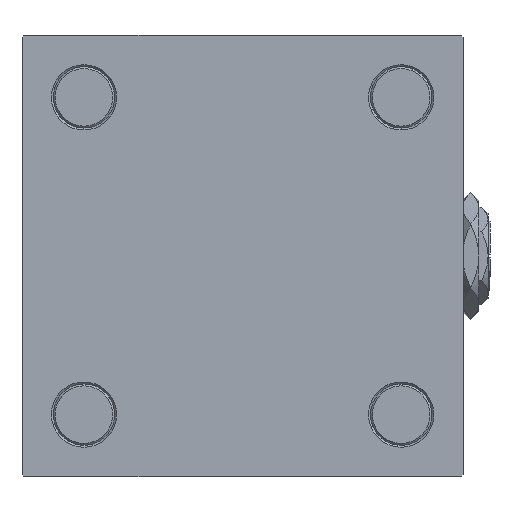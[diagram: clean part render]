
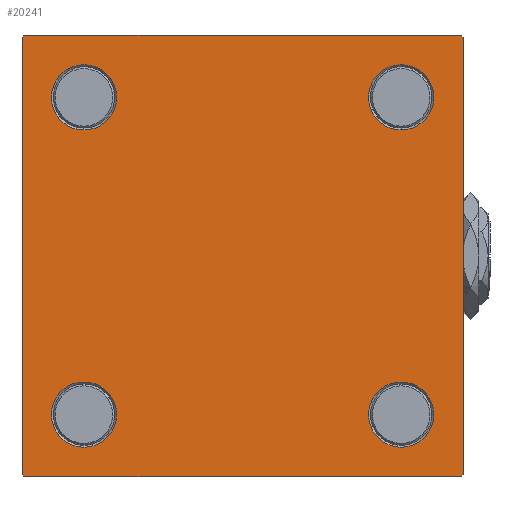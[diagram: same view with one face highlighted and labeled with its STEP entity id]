
A CAD part, left-side view. The second image highlights one B-rep face of the part: STEP entity #20241.
In plain terms, the highlighted planar face has unit normal (-1, 0, 0).
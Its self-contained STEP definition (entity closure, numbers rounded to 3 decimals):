
#8 = DIRECTION ( 'NONE',  ( 0., -0.707, -0.707 ) ) ;
#238 = VERTEX_POINT ( 'NONE', #22947 ) ;
#317 = EDGE_LOOP ( 'NONE', ( #10662, #26989, #13651, #10037, #8293, #28539, #44828, #38832 ) ) ;
#980 = DIRECTION ( 'NONE',  ( 0., 0., -1. ) ) ;
#1154 = VERTEX_POINT ( 'NONE', #52175 ) ;
#1527 = ORIENTED_EDGE ( 'NONE', *, *, #31719, .T. ) ;
#2118 = VECTOR ( 'NONE', #980, 1000. ) ;
#2591 = CIRCLE ( 'NONE', #14448, 8.5 ) ;
#3941 = LINE ( 'NONE', #12912, #2118 ) ;
#5587 = CARTESIAN_POINT ( 'NONE',  ( 0., 0., 0. ) ) ;
#6753 = ORIENTED_EDGE ( 'NONE', *, *, #40735, .T. ) ;
#8293 = ORIENTED_EDGE ( 'NONE', *, *, #48353, .F. ) ;
#8502 = VECTOR ( 'NONE', #8, 1000. ) ;
#9732 = EDGE_LOOP ( 'NONE', ( #28888, #6753 ) ) ;
#10009 = EDGE_CURVE ( 'NONE', #45995, #42741, #32464, .T. ) ;
#10037 = ORIENTED_EDGE ( 'NONE', *, *, #43804, .T. ) ;
#10662 = ORIENTED_EDGE ( 'NONE', *, *, #17657, .T. ) ;
#10697 = DIRECTION ( 'NONE',  ( 0., 0., 1. ) ) ;
#10775 = EDGE_LOOP ( 'NONE', ( #1527, #12222 ) ) ;
#11303 = ORIENTED_EDGE ( 'NONE', *, *, #32447, .T. ) ;
#12010 = DIRECTION ( 'NONE',  ( 1., 0., 0. ) ) ;
#12222 = ORIENTED_EDGE ( 'NONE', *, *, #48499, .T. ) ;
#12286 = CARTESIAN_POINT ( 'NONE',  ( 0., -41.35, -41.35 ) ) ;
#12382 = AXIS2_PLACEMENT_3D ( 'NONE', #17452, #21172, #20664 ) ;
#12912 = CARTESIAN_POINT ( 'NONE',  ( 0., 57.5, 57.5 ) ) ;
#13651 = ORIENTED_EDGE ( 'NONE', *, *, #24036, .T. ) ;
#14266 = AXIS2_PLACEMENT_3D ( 'NONE', #21532, #49376, #24741 ) ;
#14448 = AXIS2_PLACEMENT_3D ( 'NONE', #12286, #19171, #51503 ) ;
#14641 = CARTESIAN_POINT ( 'NONE',  ( 0., 57., 57.5 ) ) ;
#14664 = AXIS2_PLACEMENT_3D ( 'NONE', #48328, #12010, #47268 ) ;
#14675 = DIRECTION ( 'NONE',  ( 1., 0., 0. ) ) ;
#15138 = CIRCLE ( 'NONE', #36337, 8.5 ) ;
#15290 = EDGE_LOOP ( 'NONE', ( #11303, #30859 ) ) ;
#17298 = VERTEX_POINT ( 'NONE', #19099 ) ;
#17452 = CARTESIAN_POINT ( 'NONE',  ( 0., -41.35, 41.35 ) ) ;
#17626 = VERTEX_POINT ( 'NONE', #43180 ) ;
#17657 = EDGE_CURVE ( 'NONE', #34243, #17626, #3941, .T. ) ;
#17926 = DIRECTION ( 'NONE',  ( 0., -1., 0. ) ) ;
#17959 = AXIS2_PLACEMENT_3D ( 'NONE', #35558, #52237, #48013 ) ;
#18055 = DIRECTION ( 'NONE',  ( 0., 0., -1. ) ) ;
#18122 = CARTESIAN_POINT ( 'NONE',  ( 0., -41.35, -32.85 ) ) ;
#18296 = FACE_BOUND ( 'NONE', #15290, .T. ) ;
#18443 = ORIENTED_EDGE ( 'NONE', *, *, #10009, .T. ) ;
#19099 = CARTESIAN_POINT ( 'NONE',  ( 0., -41.35, 32.85 ) ) ;
#19171 = DIRECTION ( 'NONE',  ( 1., 0., 0. ) ) ;
#19333 = CIRCLE ( 'NONE', #49793, 8.5 ) ;
#19458 = LINE ( 'NONE', #51000, #29539 ) ;
#20241 = ADVANCED_FACE ( 'NONE', ( #18296, #50885, #27052, #34227, #30774 ), #38466, .T. ) ;
#20391 = EDGE_CURVE ( 'NONE', #17298, #1154, #37763, .T. ) ;
#20491 = LINE ( 'NONE', #51775, #32033 ) ;
#20664 = DIRECTION ( 'NONE',  ( 0., 0., 1. ) ) ;
#21172 = DIRECTION ( 'NONE',  ( 1., 0., 0. ) ) ;
#21532 = CARTESIAN_POINT ( 'NONE',  ( 0., 41.35, -41.35 ) ) ;
#21749 = DIRECTION ( 'NONE',  ( 0., 0., 1. ) ) ;
#21979 = CARTESIAN_POINT ( 'NONE',  ( 0., -57.25, -57.25 ) ) ;
#22391 = CARTESIAN_POINT ( 'NONE',  ( 0., -41.35, -41.35 ) ) ;
#22947 = CARTESIAN_POINT ( 'NONE',  ( 0., -57., -57.5 ) ) ;
#22963 = VERTEX_POINT ( 'NONE', #18122 ) ;
#23407 = CARTESIAN_POINT ( 'NONE',  ( 0., -57., 57.5 ) ) ;
#23450 = EDGE_CURVE ( 'NONE', #28354, #50001, #30405, .T. ) ;
#23520 = CARTESIAN_POINT ( 'NONE',  ( 0., -41.35, -49.85 ) ) ;
#24036 = EDGE_CURVE ( 'NONE', #51851, #238, #20491, .T. ) ;
#24037 = CARTESIAN_POINT ( 'NONE',  ( 0., -57.5, -57. ) ) ;
#24716 = VECTOR ( 'NONE', #50851, 1000. ) ;
#24741 = DIRECTION ( 'NONE',  ( 0., 0., 1. ) ) ;
#25739 = CARTESIAN_POINT ( 'NONE',  ( 0., 57.5, 57. ) ) ;
#25797 = CARTESIAN_POINT ( 'NONE',  ( 0., 41.35, -49.85 ) ) ;
#26451 = VECTOR ( 'NONE', #18055, 1000. ) ;
#26989 = ORIENTED_EDGE ( 'NONE', *, *, #39746, .T. ) ;
#27052 = FACE_BOUND ( 'NONE', #10775, .T. ) ;
#27206 = DIRECTION ( 'NONE',  ( 0., 0., 1. ) ) ;
#28354 = VERTEX_POINT ( 'NONE', #14641 ) ;
#28539 = ORIENTED_EDGE ( 'NONE', *, *, #39160, .T. ) ;
#28888 = ORIENTED_EDGE ( 'NONE', *, *, #36244, .T. ) ;
#29453 = CARTESIAN_POINT ( 'NONE',  ( 0., 41.35, 49.85 ) ) ;
#29539 = VECTOR ( 'NONE', #51793, 1000. ) ;
#30405 = LINE ( 'NONE', #34389, #32827 ) ;
#30774 = FACE_OUTER_BOUND ( 'NONE', #317, .T. ) ;
#30859 = ORIENTED_EDGE ( 'NONE', *, *, #20391, .T. ) ;
#31191 = CARTESIAN_POINT ( 'NONE',  ( 0., -41.35, 41.35 ) ) ;
#31719 = EDGE_CURVE ( 'NONE', #46622, #39079, #50660, .T. ) ;
#32033 = VECTOR ( 'NONE', #40147, 1000. ) ;
#32063 = VERTEX_POINT ( 'NONE', #49313 ) ;
#32447 = EDGE_CURVE ( 'NONE', #1154, #17298, #19333, .T. ) ;
#32464 = CIRCLE ( 'NONE', #39224, 8.5 ) ;
#32474 = DIRECTION ( 'NONE',  ( 0., 0., 1. ) ) ;
#32827 = VECTOR ( 'NONE', #17926, 1000. ) ;
#32930 = VERTEX_POINT ( 'NONE', #23520 ) ;
#34227 = FACE_BOUND ( 'NONE', #45968, .T. ) ;
#34243 = VERTEX_POINT ( 'NONE', #25739 ) ;
#34389 = CARTESIAN_POINT ( 'NONE',  ( 0., 57.5, 57.5 ) ) ;
#35558 = CARTESIAN_POINT ( 'NONE',  ( 0., 41.35, -41.35 ) ) ;
#35897 = CIRCLE ( 'NONE', #17959, 8.5 ) ;
#36094 = AXIS2_PLACEMENT_3D ( 'NONE', #5587, #46932, #21749 ) ;
#36180 = EDGE_CURVE ( 'NONE', #28354, #34243, #19458, .T. ) ;
#36244 = EDGE_CURVE ( 'NONE', #22963, #32930, #15138, .T. ) ;
#36337 = AXIS2_PLACEMENT_3D ( 'NONE', #22391, #48622, #32474 ) ;
#36857 = CARTESIAN_POINT ( 'NONE',  ( 0., 57., -57.5 ) ) ;
#37544 = CIRCLE ( 'NONE', #14664, 8.5 ) ;
#37763 = CIRCLE ( 'NONE', #12382, 8.5 ) ;
#37998 = LINE ( 'NONE', #49663, #42357 ) ;
#38466 = PLANE ( 'NONE',  #36094 ) ;
#38671 = CARTESIAN_POINT ( 'NONE',  ( 0., 41.35, -32.85 ) ) ;
#38832 = ORIENTED_EDGE ( 'NONE', *, *, #36180, .T. ) ;
#39079 = VERTEX_POINT ( 'NONE', #25797 ) ;
#39160 = EDGE_CURVE ( 'NONE', #32063, #50001, #37998, .T. ) ;
#39224 = AXIS2_PLACEMENT_3D ( 'NONE', #50980, #14675, #10697 ) ;
#39746 = EDGE_CURVE ( 'NONE', #17626, #51851, #51947, .T. ) ;
#40147 = DIRECTION ( 'NONE',  ( 0., -1., 0. ) ) ;
#40735 = EDGE_CURVE ( 'NONE', #32930, #22963, #2591, .T. ) ;
#41009 = CARTESIAN_POINT ( 'NONE',  ( 0., 41.35, 32.85 ) ) ;
#41944 = CARTESIAN_POINT ( 'NONE',  ( 0., -57.5, 57.5 ) ) ;
#42357 = VECTOR ( 'NONE', #46201, 1000. ) ;
#42741 = VERTEX_POINT ( 'NONE', #29453 ) ;
#43180 = CARTESIAN_POINT ( 'NONE',  ( 0., 57.5, -57. ) ) ;
#43804 = EDGE_CURVE ( 'NONE', #238, #44378, #46894, .T. ) ;
#44287 = CARTESIAN_POINT ( 'NONE',  ( 0., 57.25, -57.25 ) ) ;
#44378 = VERTEX_POINT ( 'NONE', #24037 ) ;
#44828 = ORIENTED_EDGE ( 'NONE', *, *, #23450, .F. ) ;
#45968 = EDGE_LOOP ( 'NONE', ( #46497, #18443 ) ) ;
#45995 = VERTEX_POINT ( 'NONE', #41009 ) ;
#46201 = DIRECTION ( 'NONE',  ( 0., 0.707, 0.707 ) ) ;
#46497 = ORIENTED_EDGE ( 'NONE', *, *, #50780, .T. ) ;
#46622 = VERTEX_POINT ( 'NONE', #38671 ) ;
#46894 = LINE ( 'NONE', #21979, #24716 ) ;
#46932 = DIRECTION ( 'NONE',  ( -1., 0., 0. ) ) ;
#47268 = DIRECTION ( 'NONE',  ( 0., 0., 1. ) ) ;
#47346 = DIRECTION ( 'NONE',  ( 1., 0., 0. ) ) ;
#48013 = DIRECTION ( 'NONE',  ( 0., 0., 1. ) ) ;
#48328 = CARTESIAN_POINT ( 'NONE',  ( 0., 41.35, 41.35 ) ) ;
#48353 = EDGE_CURVE ( 'NONE', #32063, #44378, #50904, .T. ) ;
#48499 = EDGE_CURVE ( 'NONE', #39079, #46622, #35897, .T. ) ;
#48622 = DIRECTION ( 'NONE',  ( 1., 0., 0. ) ) ;
#49313 = CARTESIAN_POINT ( 'NONE',  ( 0., -57.5, 57. ) ) ;
#49376 = DIRECTION ( 'NONE',  ( 1., 0., 0. ) ) ;
#49663 = CARTESIAN_POINT ( 'NONE',  ( 0., -57.25, 57.25 ) ) ;
#49793 = AXIS2_PLACEMENT_3D ( 'NONE', #31191, #47346, #27206 ) ;
#50001 = VERTEX_POINT ( 'NONE', #23407 ) ;
#50660 = CIRCLE ( 'NONE', #14266, 8.5 ) ;
#50780 = EDGE_CURVE ( 'NONE', #42741, #45995, #37544, .T. ) ;
#50851 = DIRECTION ( 'NONE',  ( 0., -0.707, 0.707 ) ) ;
#50885 = FACE_BOUND ( 'NONE', #9732, .T. ) ;
#50904 = LINE ( 'NONE', #41944, #26451 ) ;
#50980 = CARTESIAN_POINT ( 'NONE',  ( 0., 41.35, 41.35 ) ) ;
#51000 = CARTESIAN_POINT ( 'NONE',  ( 0., 57.25, 57.25 ) ) ;
#51503 = DIRECTION ( 'NONE',  ( 0., 0., 1. ) ) ;
#51775 = CARTESIAN_POINT ( 'NONE',  ( 0., 57.5, -57.5 ) ) ;
#51793 = DIRECTION ( 'NONE',  ( 0., 0.707, -0.707 ) ) ;
#51851 = VERTEX_POINT ( 'NONE', #36857 ) ;
#51947 = LINE ( 'NONE', #44287, #8502 ) ;
#52175 = CARTESIAN_POINT ( 'NONE',  ( 0., -41.35, 49.85 ) ) ;
#52237 = DIRECTION ( 'NONE',  ( 1., 0., 0. ) ) ;
